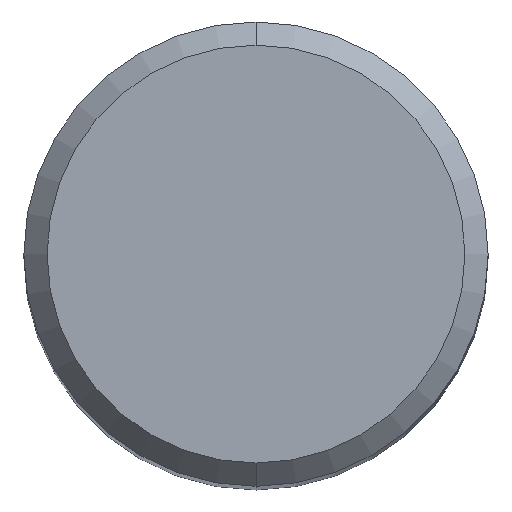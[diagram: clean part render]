
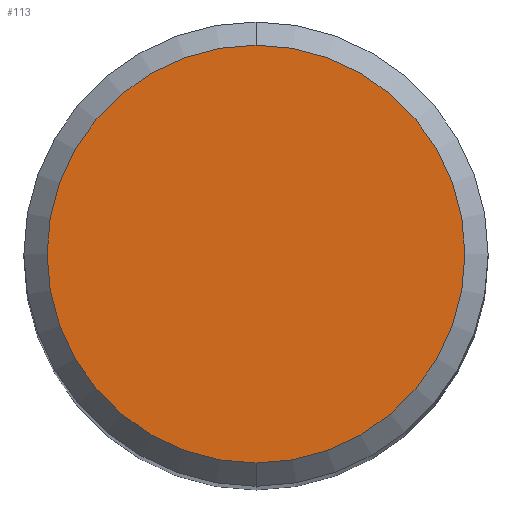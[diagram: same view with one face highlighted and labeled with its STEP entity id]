
A CAD part, top view. The second image highlights one B-rep face of the part: STEP entity #113.
In plain terms, the highlighted planar face has unit normal (0, 0, 1).
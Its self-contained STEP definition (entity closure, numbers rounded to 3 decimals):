
#103=VERTEX_POINT('',#254);
#113=ADVANCED_FACE('',(#267),#268,.T.);
#131=EDGE_CURVE('',#213,#103,#287,.T.);
#185=EDGE_CURVE('',#103,#213,#349,.T.);
#213=VERTEX_POINT('',#380);
#254=CARTESIAN_POINT('',(0.,-3.6,0.));
#267=FACE_OUTER_BOUND('',#432,.T.);
#268=PLANE('',#433);
#287=CIRCLE('',#460,3.6);
#349=CIRCLE('',#534,3.6);
#380=CARTESIAN_POINT('',(0.0,3.6,0.));
#432=EDGE_LOOP('',(#630,#631));
#433=AXIS2_PLACEMENT_3D('',#632,#633,#634);
#460=AXIS2_PLACEMENT_3D('',#649,#650,#651);
#534=AXIS2_PLACEMENT_3D('',#735,#736,#737);
#630=ORIENTED_EDGE('',*,*,#131,.F.);
#631=ORIENTED_EDGE('',*,*,#185,.F.);
#632=CARTESIAN_POINT('',(0.0,1.8,0.));
#633=DIRECTION('',(-0.0,0.0,1.0));
#634=DIRECTION('',(0.0,-1.0,0.0));
#649=CARTESIAN_POINT('',(0.0,0.0,0.));
#650=DIRECTION('',(0.0,0.0,-1.0));
#651=DIRECTION('',(0.0,1.0,0.0));
#735=CARTESIAN_POINT('',(0.0,0.0,0.));
#736=DIRECTION('',(0.0,0.0,-1.0));
#737=DIRECTION('',(0.0,1.0,0.0));
